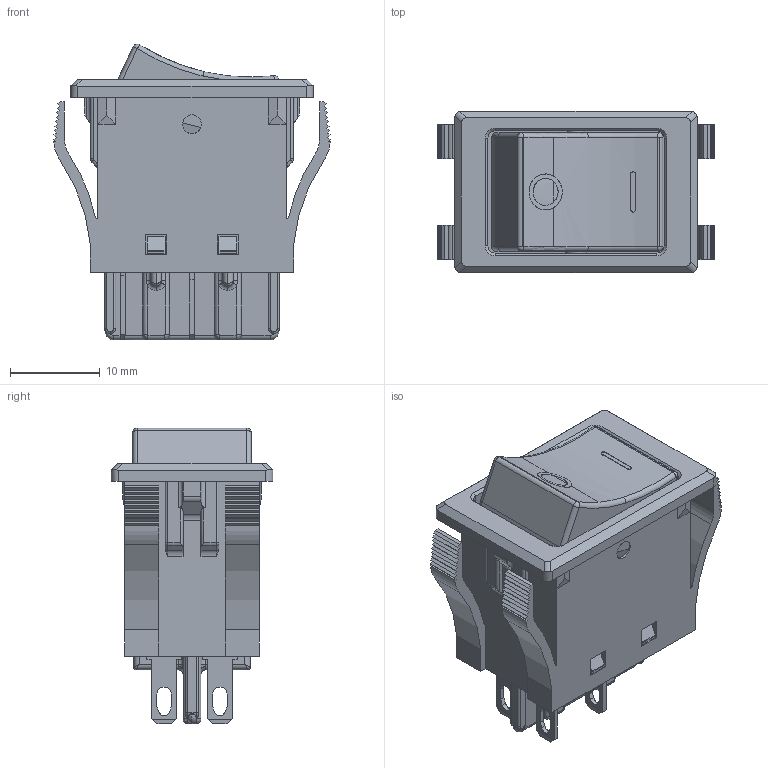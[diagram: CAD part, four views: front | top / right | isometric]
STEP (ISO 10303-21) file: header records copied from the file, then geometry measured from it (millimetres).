
FILE_DESCRIPTION(('STEP AP214'),'1');
FILE_NAME('jw-m21raa.stp','2020-09-11T10:20:07',('TraceParts'),('TraceParts S.A.'),'Spatial InterOp 3D',' ',' ');
FILE_SCHEMA(('AUTOMOTIVE_DESIGN { 1 0 10303 214 1 1 1 1 }'));
Length unit declared in the file: millimetre
Products named in the file (1): jw-m21raa
Bounding box: 30.8 x 18 x 32.92 mm (x, y, z)
Volume: 7634 mm3; surface area: 5116.9 mm2
Topology: 1 solids, 1 shells, 565 faces, 1517 edges, 956 vertices
Faces by surface type: plane 316, cylinder 167, torus 40, bspline 28, extrusion 6, cone 4, sphere 4
Entity records: 19185 total; most frequent: CARTESIAN_POINT 5034, ORIENTED_EDGE 3010, DIRECTION 2907, EDGE_CURVE 1505, VECTOR 1019, LINE 1013, VERTEX_POINT 956, AXIS2_PLACEMENT_3D 944
